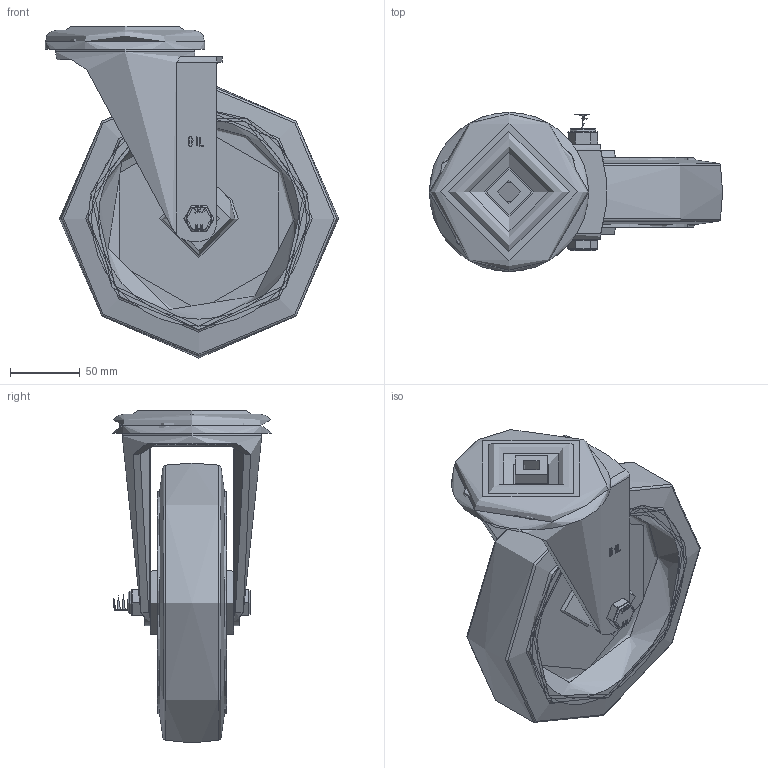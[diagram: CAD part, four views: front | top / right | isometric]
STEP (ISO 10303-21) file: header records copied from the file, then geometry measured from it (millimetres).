
FILE_DESCRIPTION(/* description */ (''),/* implementation_level */ '2;1');
FILE_NAME(/* name */ 'BZMM200RNBBH16.step',/* time_stamp */ '2024-10-08T15:40:12+01:00',/* author */ (''),/* organization */ (''),/* preprocessor_version */ 'ST-DEVELOPER v20',/* originating_system */ 'Autodesk Translation Framework v13.20.0.188',/* authorisation */ '');
FILE_SCHEMA (('AUTOMOTIVE_DESIGN { 1 0 10303 214 3 1 1 }'));
Length unit declared in the file: millimetre
Products named in the file (19): BZMM200RNBBH16; BZMM200ASBH16 v1; ZINC PLATED, PRESSED STEEL HEAD; ZINC PLATED, PRESSED STEEL FORKS; BZH200WRNRB v1; 75 SHORE A RUBBER TYRE; NYLON RIM; ROLLER BEARING; PINS; Component1; CAGE; TUBEM20X60 v1; ZINC PLATED STEEL TUBE; HEXBOLTM12X90Z8.8 v2; GRADE 8.8 ZINC PLATED BOLT; NYLOCM12Z v1; NYLOC NUT; NUT; RUBBER
Assembly tree (27 placements, depth 5):
  BZMM200RNBBH16
    BZMM200ASBH16 v1
      ZINC PLATED, PRESSED STEEL HEAD
      ZINC PLATED, PRESSED STEEL FORKS
    BZH200WRNRB v1
      75 SHORE A RUBBER TYRE
      NYLON RIM
      ROLLER BEARING
        PINS
          Component1  x10
        CAGE
    TUBEM20X60 v1
      ZINC PLATED STEEL TUBE
    HEXBOLTM12X90Z8.8 v2
      GRADE 8.8 ZINC PLATED BOLT
    NYLOCM12Z v1
      NYLOC NUT
        NUT
        RUBBER
Bounding box: 210 x 114 x 237.83 mm (x, y, z)
Volume: 1154296.3 mm3; surface area: 292649.7 mm2
Topology: 19 solids, 19 shells, 467 faces, 1121 edges, 722 vertices
Faces by surface type: plane 217, cylinder 151, bspline 44, torus 25, sphere 18, cone 12
Full cylindrical faces by diameter (mm): 4.5 x10, 9.836 x16, 11.834 x16, 12 x3, 12.2 x2, 12.5 x1, 14 x2, 16.2 x1, 17.75 x1, 18.5 x1, 19.9 x1, 20 x1, 29 x2, 32.5 x3, 41 x1, 47 x1, 52 x1, 74 x1, 92 x1, 100 x1, 104 x1, 114 x1, 154 x2, 159 x2
Entity records: 21407 total; most frequent: CARTESIAN_POINT 10534, ORIENTED_EDGE 2188, DIRECTION 2114, EDGE_CURVE 1094, AXIS2_PLACEMENT_3D 810, VERTEX_POINT 704, EDGE_LOOP 510, LINE 494
